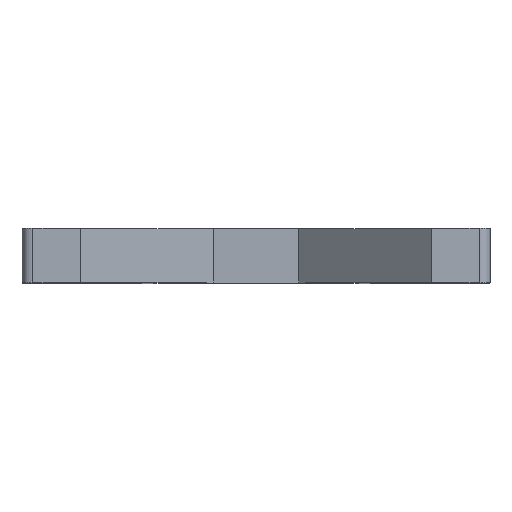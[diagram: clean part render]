
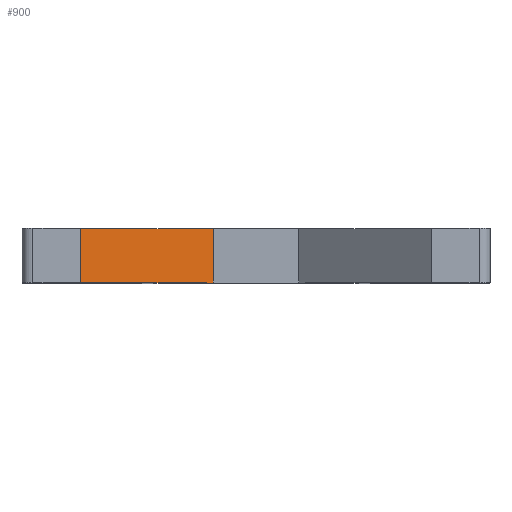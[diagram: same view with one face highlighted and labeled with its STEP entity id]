
A CAD part, top view. The second image highlights one B-rep face of the part: STEP entity #900.
In plain terms, the highlighted planar face has unit normal (0.669, 0, 0.743).
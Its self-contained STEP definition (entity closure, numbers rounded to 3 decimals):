
#10 = ORIENTED_EDGE ( 'NONE', *, *, #1475, .F. ) ;
#58 = EDGE_CURVE ( 'NONE', #149, #1313, #573, .T. ) ;
#149 = VERTEX_POINT ( 'NONE', #549 ) ;
#159 = CARTESIAN_POINT ( 'NONE',  ( -7.827, 0., 21. ) ) ;
#164 = CARTESIAN_POINT ( 'NONE',  ( -7.827, 10., 21. ) ) ;
#170 = DIRECTION ( 'NONE',  ( 0., 1., 0. ) ) ;
#244 = DIRECTION ( 'NONE',  ( 0.743, 0., -0.669 ) ) ;
#263 = CARTESIAN_POINT ( 'NONE',  ( 6.938, 0., 7.705 ) ) ;
#351 = EDGE_CURVE ( 'NONE', #1511, #149, #504, .T. ) ;
#352 = CARTESIAN_POINT ( 'NONE',  ( -32.261, 10., 43. ) ) ;
#387 = DIRECTION ( 'NONE',  ( 0.669, 0., 0.743 ) ) ;
#474 = ORIENTED_EDGE ( 'NONE', *, *, #832, .F. ) ;
#488 = ORIENTED_EDGE ( 'NONE', *, *, #351, .T. ) ;
#504 = LINE ( 'NONE', #1476, #542 ) ;
#542 = VECTOR ( 'NONE', #244, 1000. ) ;
#549 = CARTESIAN_POINT ( 'NONE',  ( -7.827, 0., 21. ) ) ;
#573 = LINE ( 'NONE', #159, #1551 ) ;
#602 = VERTEX_POINT ( 'NONE', #352 ) ;
#690 = VECTOR ( 'NONE', #170, 1000. ) ;
#735 = VECTOR ( 'NONE', #842, 1000. ) ;
#784 = CARTESIAN_POINT ( 'NONE',  ( -32.261, 0., 43. ) ) ;
#832 = EDGE_CURVE ( 'NONE', #602, #1313, #1229, .T. ) ;
#835 = CARTESIAN_POINT ( 'NONE',  ( 6.938, 10., 7.705 ) ) ;
#842 = DIRECTION ( 'NONE',  ( 0.743, 0., -0.669 ) ) ;
#900 = ADVANCED_FACE ( 'NONE', ( #1514 ), #1223, .T. ) ;
#931 = DIRECTION ( 'NONE',  ( 0.743, 0., -0.669 ) ) ;
#951 = AXIS2_PLACEMENT_3D ( 'NONE', #263, #387, #931 ) ;
#1018 = LINE ( 'NONE', #1407, #690 ) ;
#1021 = DIRECTION ( 'NONE',  ( 0., 1., 0. ) ) ;
#1080 = ORIENTED_EDGE ( 'NONE', *, *, #58, .T. ) ;
#1223 = PLANE ( 'NONE',  #951 ) ;
#1229 = LINE ( 'NONE', #835, #735 ) ;
#1313 = VERTEX_POINT ( 'NONE', #164 ) ;
#1407 = CARTESIAN_POINT ( 'NONE',  ( -32.261, -23.127, 43. ) ) ;
#1428 = EDGE_LOOP ( 'NONE', ( #474, #10, #488, #1080 ) ) ;
#1475 = EDGE_CURVE ( 'NONE', #1511, #602, #1018, .T. ) ;
#1476 = CARTESIAN_POINT ( 'NONE',  ( 6.938, 0., 7.705 ) ) ;
#1511 = VERTEX_POINT ( 'NONE', #784 ) ;
#1514 = FACE_OUTER_BOUND ( 'NONE', #1428, .T. ) ;
#1551 = VECTOR ( 'NONE', #1021, 1000. ) ;
